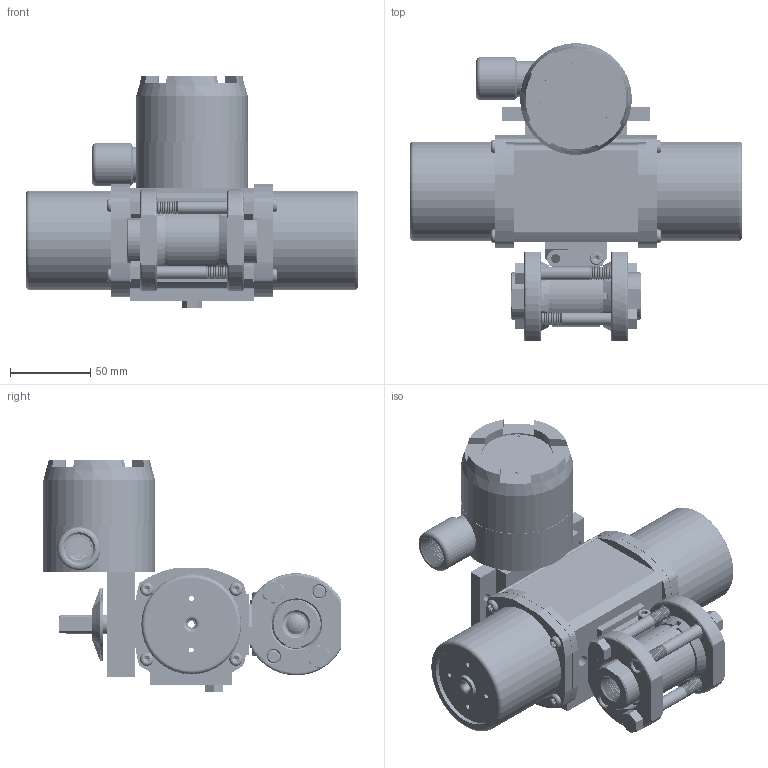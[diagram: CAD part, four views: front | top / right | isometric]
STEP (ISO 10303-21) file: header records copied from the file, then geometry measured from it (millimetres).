
FILE_DESCRIPTION (( 'STEP AP203' ), '1' );
FILE_NAME ('27XXSEFA512SRLS.step', '2018-04-05T15:05:44', ( '' ), ( '' ), 'SwSTEP 2.0', 'SolidWorks 2017', '' );
FILE_SCHEMA (( 'CONFIG_CONTROL_DESIGN' ));
Products named in the file (1): 27XXSEFA512SRLS
Bounding box: 206.38 x 184.85 x 144.65 mm (x, y, z)
Volume: 716527.8 mm3; surface area: 300322.7 mm2
Topology: 46 solids, 46 shells, 4441 faces, 12195 edges, 7893 vertices
Faces by surface type: cylinder 2393, cone 1121, plane 623, bspline 167, torus 135, sphere 2
Entity records: 226864 total; most frequent: CARTESIAN_POINT 120500, ORIENTED_EDGE 24158, DIRECTION 21128, EDGE_CURVE 12079, AXIS2_PLACEMENT_3D 8415, VERTEX_POINT 7889, EDGE_LOOP 4804, ADVANCED_FACE 4441
